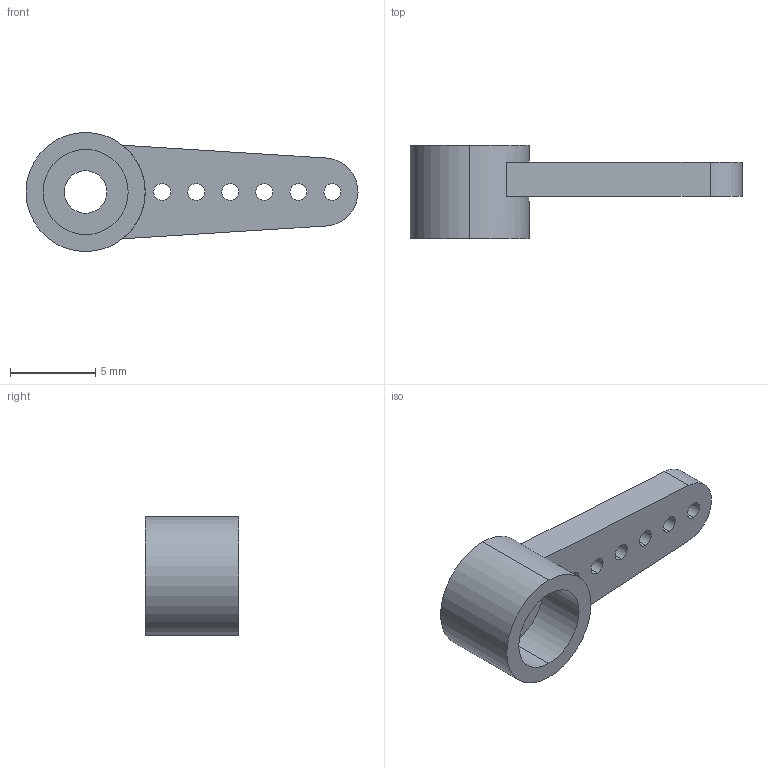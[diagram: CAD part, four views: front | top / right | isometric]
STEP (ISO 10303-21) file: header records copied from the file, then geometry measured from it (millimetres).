
FILE_DESCRIPTION (( 'STEP AP203' ), '1' );
FILE_NAME ('servo-horn-micro-1-arm.step', '2015-02-17T13:13:11', ( 'Cesar' ), ( '' ), 'SwSTEP 2.0', 'SolidWorks 2013', '' );
FILE_SCHEMA (( 'CONFIG_CONTROL_DESIGN' ));
Length unit declared in the file: millimetre
Products named in the file (1): servo-horn-micro-1-arm
Bounding box: 19.5 x 5.5 x 7 mm (x, y, z)
Volume: 231.2 mm3; surface area: 453.2 mm2
Topology: 1 solids, 1 shells, 29 faces, 72 edges, 48 vertices
Faces by surface type: cylinder 21, plane 8
Entity records: 995 total; most frequent: DIRECTION 176, CARTESIAN_POINT 150, ORIENTED_EDGE 144, AXIS2_PLACEMENT_3D 74, EDGE_CURVE 72, VERTEX_POINT 48, EDGE_LOOP 46, CIRCLE 44
